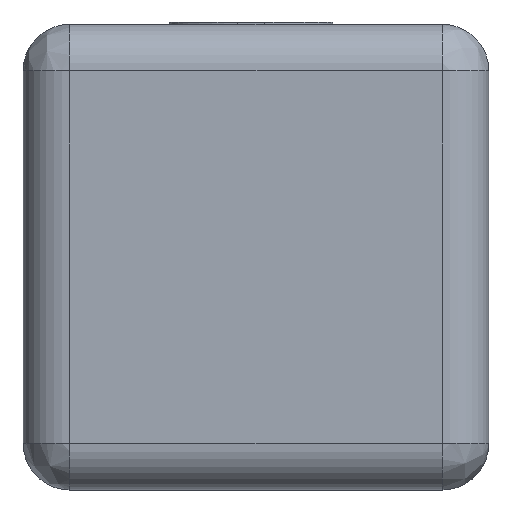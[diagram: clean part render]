
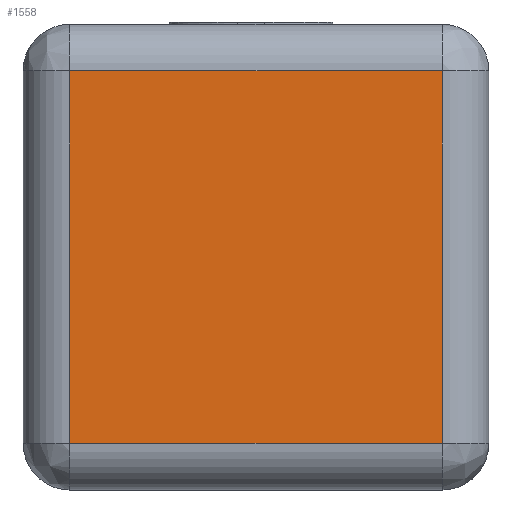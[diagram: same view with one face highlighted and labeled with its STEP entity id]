
A CAD part, left-side view. The second image highlights one B-rep face of the part: STEP entity #1558.
In plain terms, the highlighted planar face has unit normal (-1, 0, 0).
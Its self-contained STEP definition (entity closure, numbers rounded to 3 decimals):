
#224 = VERTEX_POINT ( 'NONE', #2800 ) ;
#323 = LINE ( 'NONE', #1979, #2392 ) ;
#324 = VERTEX_POINT ( 'NONE', #1288 ) ;
#331 = VECTOR ( 'NONE', #1913, 1000. ) ;
#373 = LINE ( 'NONE', #5511, #331 ) ;
#476 = CARTESIAN_POINT ( 'NONE',  ( -0.508, 0.051, 0.254 ) ) ;
#669 = LINE ( 'NONE', #476, #5195 ) ;
#1167 = ORIENTED_EDGE ( 'NONE', *, *, #3286, .F. ) ;
#1288 = CARTESIAN_POINT ( 'NONE',  ( -0.508, 0.457, -0.203 ) ) ;
#1294 = VERTEX_POINT ( 'NONE', #4109 ) ;
#1358 = LINE ( 'NONE', #1689, #1624 ) ;
#1558 = ADVANCED_FACE ( 'NONE', ( #3728 ), #4418, .F. ) ;
#1624 = VECTOR ( 'NONE', #3221, 1000. ) ;
#1689 = CARTESIAN_POINT ( 'NONE',  ( -0.508, 0.508, -0.203 ) ) ;
#1903 = EDGE_LOOP ( 'NONE', ( #1167, #2807, #3310, #5373 ) ) ;
#1913 = DIRECTION ( 'NONE',  ( 0., 0., 1. ) ) ;
#1979 = CARTESIAN_POINT ( 'NONE',  ( -0.508, 0.508, 0.203 ) ) ;
#2392 = VECTOR ( 'NONE', #5461, 1000. ) ;
#2800 = CARTESIAN_POINT ( 'NONE',  ( -0.508, 0.457, 0.203 ) ) ;
#2807 = ORIENTED_EDGE ( 'NONE', *, *, #3277, .F. ) ;
#3221 = DIRECTION ( 'NONE',  ( 0., 1., 0. ) ) ;
#3277 = EDGE_CURVE ( 'NONE', #1294, #5120, #669, .T. ) ;
#3286 = EDGE_CURVE ( 'NONE', #5120, #324, #1358, .T. ) ;
#3310 = ORIENTED_EDGE ( 'NONE', *, *, #3368, .F. ) ;
#3368 = EDGE_CURVE ( 'NONE', #224, #1294, #323, .T. ) ;
#3374 = EDGE_CURVE ( 'NONE', #324, #224, #373, .T. ) ;
#3728 = FACE_OUTER_BOUND ( 'NONE', #1903, .T. ) ;
#4109 = CARTESIAN_POINT ( 'NONE',  ( -0.508, 0.051, 0.203 ) ) ;
#4167 = DIRECTION ( 'NONE',  ( 0., 0., -1. ) ) ;
#4418 = PLANE ( 'NONE',  #5408 ) ;
#4435 = CARTESIAN_POINT ( 'NONE',  ( -0.508, 0.508, 0.254 ) ) ;
#4446 = DIRECTION ( 'NONE',  ( 0., 0., -1. ) ) ;
#4447 = DIRECTION ( 'NONE',  ( 1., 0., 0. ) ) ;
#4770 = CARTESIAN_POINT ( 'NONE',  ( -0.508, 0.051, -0.203 ) ) ;
#5120 = VERTEX_POINT ( 'NONE', #4770 ) ;
#5195 = VECTOR ( 'NONE', #4167, 1000. ) ;
#5373 = ORIENTED_EDGE ( 'NONE', *, *, #3374, .F. ) ;
#5408 = AXIS2_PLACEMENT_3D ( 'NONE', #4435, #4447, #4446 ) ;
#5461 = DIRECTION ( 'NONE',  ( 0., -1., 0. ) ) ;
#5511 = CARTESIAN_POINT ( 'NONE',  ( -0.508, 0.457, 0.254 ) ) ;
